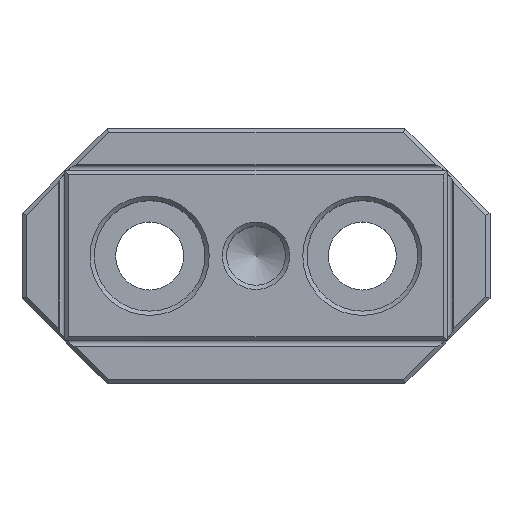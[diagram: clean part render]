
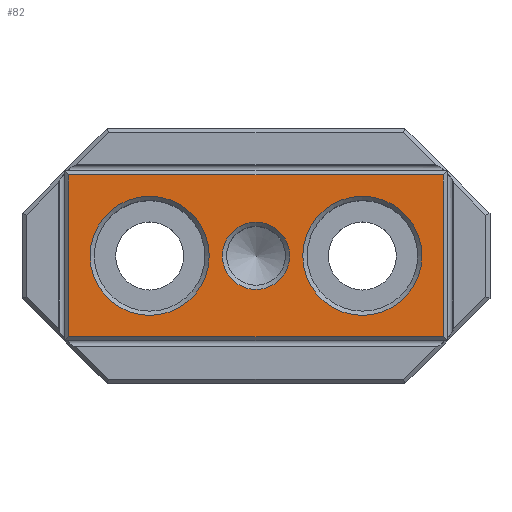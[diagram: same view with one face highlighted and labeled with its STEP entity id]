
A CAD part, top view. The second image highlights one B-rep face of the part: STEP entity #82.
In plain terms, the highlighted planar face has unit normal (0, 0, 1).
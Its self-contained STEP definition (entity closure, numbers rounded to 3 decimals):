
#82 = ADVANCED_FACE( '', ( #169, #170, #171, #172 ), #173, .T. );
#169 = FACE_BOUND( '', #337, .T. );
#170 = FACE_BOUND( '', #338, .T. );
#171 = FACE_BOUND( '', #339, .T. );
#172 = FACE_OUTER_BOUND( '', #340, .T. );
#173 = PLANE( '', #341 );
#337 = EDGE_LOOP( '', ( #532 ) );
#338 = EDGE_LOOP( '', ( #533 ) );
#339 = EDGE_LOOP( '', ( #534 ) );
#340 = EDGE_LOOP( '', ( #535, #536, #537, #538 ) );
#341 = AXIS2_PLACEMENT_3D( '', #539, #540, #541 );
#532 = ORIENTED_EDGE( '', *, *, #1028, .T. );
#533 = ORIENTED_EDGE( '', *, *, #1044, .T. );
#534 = ORIENTED_EDGE( '', *, *, #1032, .T. );
#535 = ORIENTED_EDGE( '', *, *, #1045, .T. );
#536 = ORIENTED_EDGE( '', *, *, #1046, .T. );
#537 = ORIENTED_EDGE( '', *, *, #1047, .T. );
#538 = ORIENTED_EDGE( '', *, *, #1048, .T. );
#539 = CARTESIAN_POINT( '', ( -45., -20., 40. ) );
#540 = DIRECTION( '', ( 0., 0., 1. ) );
#541 = DIRECTION( '', ( 1., 0., 0. ) );
#1028 = EDGE_CURVE( '', #1189, #1189, #1190, .F. );
#1032 = EDGE_CURVE( '', #1195, #1195, #1196, .F. );
#1044 = EDGE_CURVE( '', #1218, #1218, #1219, .F. );
#1045 = EDGE_CURVE( '', #1220, #1221, #1222, .T. );
#1046 = EDGE_CURVE( '', #1221, #1223, #1224, .T. );
#1047 = EDGE_CURVE( '', #1223, #1225, #1226, .T. );
#1048 = EDGE_CURVE( '', #1225, #1220, #1227, .T. );
#1189 = VERTEX_POINT( '', #1443 );
#1190 = CIRCLE( '', #1444, 7.918 );
#1195 = VERTEX_POINT( '', #1449 );
#1196 = CIRCLE( '', #1450, 14. );
#1218 = VERTEX_POINT( '', #1479 );
#1219 = CIRCLE( '', #1480, 14. );
#1220 = VERTEX_POINT( '', #1481 );
#1221 = VERTEX_POINT( '', #1482 );
#1222 = LINE( '', #1483, #1484 );
#1223 = VERTEX_POINT( '', #1485 );
#1224 = LINE( '', #1486, #1487 );
#1225 = VERTEX_POINT( '', #1488 );
#1226 = LINE( '', #1489, #1490 );
#1227 = LINE( '', #1491, #1492 );
#1443 = CARTESIAN_POINT( '', ( 7.918, 0., 40. ) );
#1444 = AXIS2_PLACEMENT_3D( '', #1814, #1815, #1816 );
#1449 = CARTESIAN_POINT( '', ( 39., 0., 40. ) );
#1450 = AXIS2_PLACEMENT_3D( '', #1823, #1824, #1825 );
#1479 = CARTESIAN_POINT( '', ( -11., 0., 40. ) );
#1480 = AXIS2_PLACEMENT_3D( '', #1845, #1846, #1847 );
#1481 = CARTESIAN_POINT( '', ( 44., 19., 40. ) );
#1482 = CARTESIAN_POINT( '', ( -44., 19., 40. ) );
#1483 = CARTESIAN_POINT( '', ( -45., 19., 40. ) );
#1484 = VECTOR( '', #1848, 1000. );
#1485 = CARTESIAN_POINT( '', ( -44., -19., 40. ) );
#1486 = CARTESIAN_POINT( '', ( -44., -20., 40. ) );
#1487 = VECTOR( '', #1849, 1000. );
#1488 = CARTESIAN_POINT( '', ( 44., -19., 40. ) );
#1489 = CARTESIAN_POINT( '', ( 45., -19., 40. ) );
#1490 = VECTOR( '', #1850, 1000. );
#1491 = CARTESIAN_POINT( '', ( 44., 20., 40. ) );
#1492 = VECTOR( '', #1851, 1000. );
#1814 = CARTESIAN_POINT( '', ( 0., 0., 40. ) );
#1815 = DIRECTION( '', ( 0., 0., 1. ) );
#1816 = DIRECTION( '', ( 1., 0., 0. ) );
#1823 = CARTESIAN_POINT( '', ( 25., 0., 40. ) );
#1824 = DIRECTION( '', ( 0., 0., 1. ) );
#1825 = DIRECTION( '', ( 1., 0., 0. ) );
#1845 = CARTESIAN_POINT( '', ( -25., 0., 40. ) );
#1846 = DIRECTION( '', ( 0., 0., 1. ) );
#1847 = DIRECTION( '', ( 1., 0., 0. ) );
#1848 = DIRECTION( '', ( -1., 0., 0. ) );
#1849 = DIRECTION( '', ( 0., -1., 0. ) );
#1850 = DIRECTION( '', ( 1., 0., 0. ) );
#1851 = DIRECTION( '', ( 0., 1., 0. ) );
